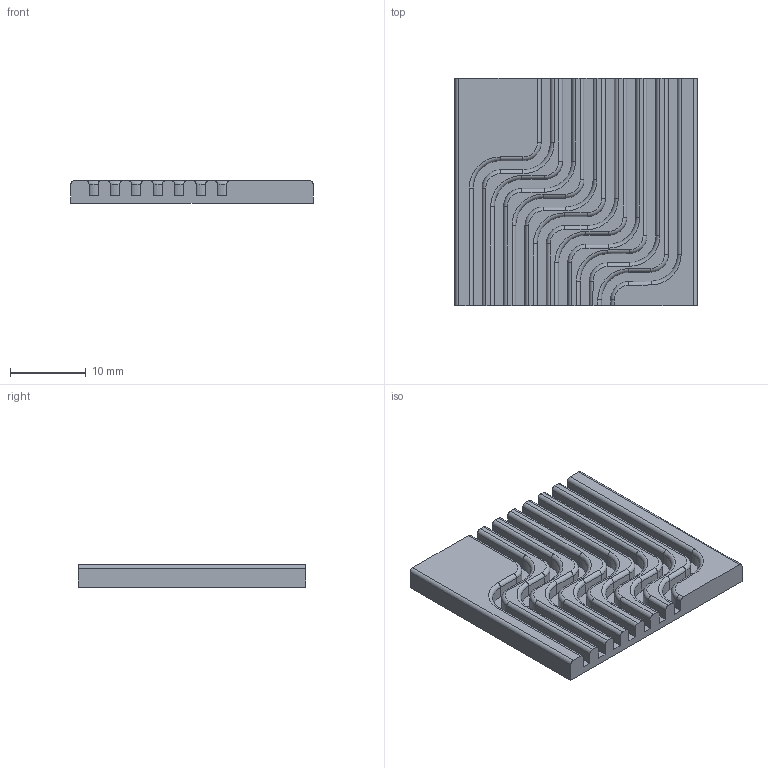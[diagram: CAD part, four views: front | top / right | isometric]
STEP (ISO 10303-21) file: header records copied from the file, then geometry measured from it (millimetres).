
FILE_DESCRIPTION(('FreeCAD Model'),'2;1');
FILE_NAME('Open CASCADE Shape Model','2025-05-25T12:02:23',(''),(''), 'Open CASCADE STEP processor 7.8','FreeCAD','Unknown');
FILE_SCHEMA(('AUTOMOTIVE_DESIGN { 1 0 10303 214 1 1 1 1 }'));
Length unit declared in the file: millimetre
Products named in the file (1): Body001
Bounding box: 32 x 30 x 3 mm (x, y, z)
Volume: 2238.4 mm3; surface area: 3152.8 mm2
Topology: 1 solids, 1 shells, 162 faces, 424 edges, 264 vertices
Faces by surface type: cylinder 72, plane 62, torus 28
Entity records: 4994 total; most frequent: DIRECTION 922, CARTESIAN_POINT 851, ORIENTED_EDGE 848, EDGE_CURVE 424, AXIS2_PLACEMENT_3D 335, VERTEX_POINT 264, LINE 252, VECTOR 252
